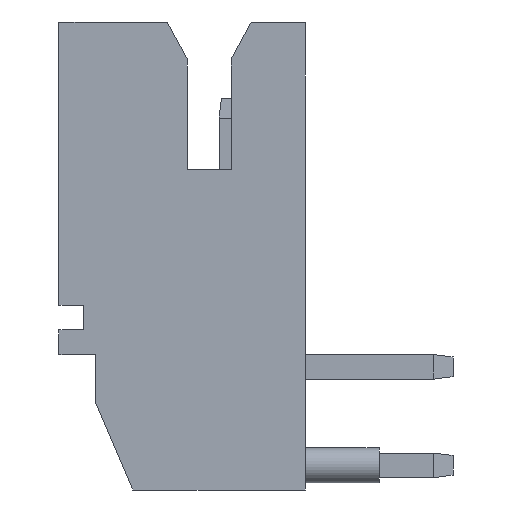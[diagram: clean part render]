
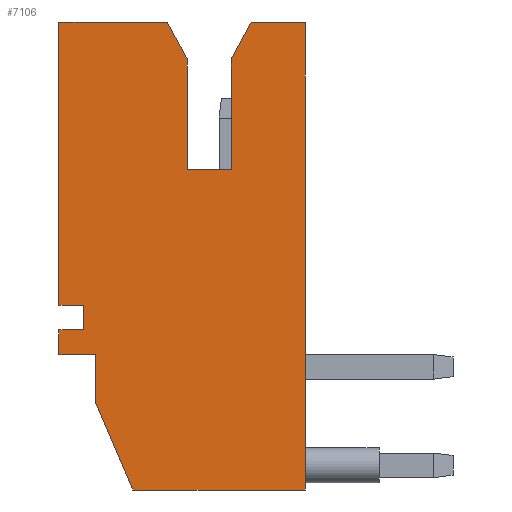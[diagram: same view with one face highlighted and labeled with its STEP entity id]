
A CAD part, left-side view. The second image highlights one B-rep face of the part: STEP entity #7106.
In plain terms, the highlighted planar face has unit normal (-1, 0, 0).
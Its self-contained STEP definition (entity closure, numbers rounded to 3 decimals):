
#15 = LINE ( 'NONE', #12992, #5417 ) ;
#39 = EDGE_CURVE ( 'NONE', #1012, #8134, #2950, .T. ) ;
#245 = EDGE_CURVE ( 'NONE', #5272, #8609, #4710, .T. ) ;
#332 = VERTEX_POINT ( 'NONE', #4702 ) ;
#401 = DIRECTION ( 'NONE',  ( 0., -1., 0. ) ) ;
#806 = VECTOR ( 'NONE', #7316, 1000. ) ;
#952 = ORIENTED_EDGE ( 'NONE', *, *, #2529, .F. ) ;
#990 = LINE ( 'NONE', #4913, #8788 ) ;
#1012 = VERTEX_POINT ( 'NONE', #7137 ) ;
#1062 = VERTEX_POINT ( 'NONE', #9278 ) ;
#1086 = VECTOR ( 'NONE', #6588, 1000. ) ;
#1174 = CARTESIAN_POINT ( 'NONE',  ( -5.95, 5., -2.875 ) ) ;
#1198 = LINE ( 'NONE', #3880, #11711 ) ;
#1248 = ORIENTED_EDGE ( 'NONE', *, *, #4799, .T. ) ;
#1321 = EDGE_CURVE ( 'NONE', #5032, #11640, #7934, .T. ) ;
#1405 = CARTESIAN_POINT ( 'NONE',  ( -5.95, 0., 3.375 ) ) ;
#1550 = DIRECTION ( 'NONE',  ( 0., 0., 1. ) ) ;
#1565 = VERTEX_POINT ( 'NONE', #10870 ) ;
#1593 = VECTOR ( 'NONE', #401, 1000. ) ;
#1907 = VERTEX_POINT ( 'NONE', #7663 ) ;
#2228 = ORIENTED_EDGE ( 'NONE', *, *, #9022, .F. ) ;
#2236 = ORIENTED_EDGE ( 'NONE', *, *, #4904, .T. ) ;
#2529 = EDGE_CURVE ( 'NONE', #2824, #1907, #7745, .T. ) ;
#2542 = CARTESIAN_POINT ( 'NONE',  ( -5.95, 5., 3.375 ) ) ;
#2671 = VERTEX_POINT ( 'NONE', #13024 ) ;
#2824 = VERTEX_POINT ( 'NONE', #3325 ) ;
#2881 = DIRECTION ( 'NONE',  ( 0., 0., 1. ) ) ;
#2950 = LINE ( 'NONE', #11416, #8184 ) ;
#3180 = LINE ( 'NONE', #3472, #1593 ) ;
#3214 = CARTESIAN_POINT ( 'NONE',  ( -5.95, 2.8, 3.375 ) ) ;
#3325 = CARTESIAN_POINT ( 'NONE',  ( -5.95, 5., -3.375 ) ) ;
#3363 = ORIENTED_EDGE ( 'NONE', *, *, #11069, .F. ) ;
#3411 = DIRECTION ( 'NONE',  ( 0., 0., 1. ) ) ;
#3427 = VECTOR ( 'NONE', #11766, 1000. ) ;
#3472 = CARTESIAN_POINT ( 'NONE',  ( -5.95, 5., -3.375 ) ) ;
#3797 = ORIENTED_EDGE ( 'NONE', *, *, #4594, .T. ) ;
#3880 = CARTESIAN_POINT ( 'NONE',  ( -5.95, 5., -3.375 ) ) ;
#3936 = EDGE_CURVE ( 'NONE', #6998, #1565, #12302, .T. ) ;
#4014 = CARTESIAN_POINT ( 'NONE',  ( -5.95, 1.1, 3.375 ) ) ;
#4140 = DIRECTION ( 'NONE',  ( 0., 1., 0. ) ) ;
#4429 = CARTESIAN_POINT ( 'NONE',  ( -5.95, 4.25, -4.375 ) ) ;
#4468 = DIRECTION ( 'NONE',  ( 1., 0., 0. ) ) ;
#4487 = ORIENTED_EDGE ( 'NONE', *, *, #9416, .F. ) ;
#4536 = DIRECTION ( 'NONE',  ( 0., 0., 1. ) ) ;
#4594 = EDGE_CURVE ( 'NONE', #1565, #1062, #6373, .T. ) ;
#4672 = CARTESIAN_POINT ( 'NONE',  ( -5.95, 4.5, -2.375 ) ) ;
#4702 = CARTESIAN_POINT ( 'NONE',  ( -5.95, 4.5, -2.875 ) ) ;
#4710 = LINE ( 'NONE', #9724, #3427 ) ;
#4799 = EDGE_CURVE ( 'NONE', #1062, #6958, #15, .T. ) ;
#4856 = CARTESIAN_POINT ( 'NONE',  ( -5.95, 1.5, 2.625 ) ) ;
#4904 = EDGE_CURVE ( 'NONE', #5032, #5902, #10842, .T. ) ;
#4913 = CARTESIAN_POINT ( 'NONE',  ( -5.95, 4.25, -4.375 ) ) ;
#4959 = ORIENTED_EDGE ( 'NONE', *, *, #13124, .T. ) ;
#5032 = VERTEX_POINT ( 'NONE', #8301 ) ;
#5079 = ORIENTED_EDGE ( 'NONE', *, *, #245, .F. ) ;
#5203 = ORIENTED_EDGE ( 'NONE', *, *, #1321, .F. ) ;
#5272 = VERTEX_POINT ( 'NONE', #4672 ) ;
#5292 = DIRECTION ( 'NONE',  ( 0., 0., 1. ) ) ;
#5308 = CARTESIAN_POINT ( 'NONE',  ( -5.95, 2.4, 0.375 ) ) ;
#5417 = VECTOR ( 'NONE', #6891, 1000. ) ;
#5427 = ORIENTED_EDGE ( 'NONE', *, *, #7440, .F. ) ;
#5433 = PLANE ( 'NONE',  #9780 ) ;
#5441 = VECTOR ( 'NONE', #12445, 1000. ) ;
#5490 = CARTESIAN_POINT ( 'NONE',  ( -5.95, 2.4, 0.375 ) ) ;
#5528 = ORIENTED_EDGE ( 'NONE', *, *, #39, .F. ) ;
#5627 = EDGE_CURVE ( 'NONE', #2671, #11640, #10324, .T. ) ;
#5902 = VERTEX_POINT ( 'NONE', #4856 ) ;
#6050 = VECTOR ( 'NONE', #3411, 1000. ) ;
#6373 = LINE ( 'NONE', #5490, #6050 ) ;
#6393 = ORIENTED_EDGE ( 'NONE', *, *, #10761, .F. ) ;
#6546 = LINE ( 'NONE', #9215, #11650 ) ;
#6588 = DIRECTION ( 'NONE',  ( 0., -1., 0. ) ) ;
#6891 = DIRECTION ( 'NONE',  ( 0., 0.471, 0.882 ) ) ;
#6958 = VERTEX_POINT ( 'NONE', #3214 ) ;
#6998 = VERTEX_POINT ( 'NONE', #8319 ) ;
#7019 = VERTEX_POINT ( 'NONE', #11405 ) ;
#7106 = ADVANCED_FACE ( 'NONE', ( #11672 ), #5433, .F. ) ;
#7137 = CARTESIAN_POINT ( 'NONE',  ( -5.95, 3.5, -6.125 ) ) ;
#7316 = DIRECTION ( 'NONE',  ( 0., -1., 0. ) ) ;
#7382 = CARTESIAN_POINT ( 'NONE',  ( -5.95, 0., -3.375 ) ) ;
#7440 = EDGE_CURVE ( 'NONE', #8134, #7019, #990, .T. ) ;
#7491 = LINE ( 'NONE', #1174, #12907 ) ;
#7663 = CARTESIAN_POINT ( 'NONE',  ( -5.95, 5., -2.875 ) ) ;
#7745 = LINE ( 'NONE', #8715, #10443 ) ;
#7934 = LINE ( 'NONE', #2542, #1086 ) ;
#8126 = VECTOR ( 'NONE', #12161, 1000. ) ;
#8134 = VERTEX_POINT ( 'NONE', #4429 ) ;
#8184 = VECTOR ( 'NONE', #9378, 1000. ) ;
#8200 = LINE ( 'NONE', #11647, #10914 ) ;
#8276 = DIRECTION ( 'NONE',  ( 0., -1., 0. ) ) ;
#8301 = CARTESIAN_POINT ( 'NONE',  ( -5.95, 1.1, 3.375 ) ) ;
#8319 = CARTESIAN_POINT ( 'NONE',  ( -5.95, 1.5, 0.375 ) ) ;
#8609 = VERTEX_POINT ( 'NONE', #10205 ) ;
#8715 = CARTESIAN_POINT ( 'NONE',  ( -5.95, 5., -3.375 ) ) ;
#8788 = VECTOR ( 'NONE', #10072, 1000. ) ;
#8794 = CARTESIAN_POINT ( 'NONE',  ( -5.95, 1.5, 0.375 ) ) ;
#9022 = EDGE_CURVE ( 'NONE', #8609, #11159, #1198, .T. ) ;
#9215 = CARTESIAN_POINT ( 'NONE',  ( -5.95, 3.5, -6.125 ) ) ;
#9269 = LINE ( 'NONE', #8794, #11976 ) ;
#9278 = CARTESIAN_POINT ( 'NONE',  ( -5.95, 2.4, 2.625 ) ) ;
#9378 = DIRECTION ( 'NONE',  ( 0., 0.394, 0.919 ) ) ;
#9413 = CARTESIAN_POINT ( 'NONE',  ( -5.95, 5., 3.375 ) ) ;
#9416 = EDGE_CURVE ( 'NONE', #332, #5272, #8200, .T. ) ;
#9422 = ORIENTED_EDGE ( 'NONE', *, *, #10995, .F. ) ;
#9543 = ORIENTED_EDGE ( 'NONE', *, *, #3936, .T. ) ;
#9724 = CARTESIAN_POINT ( 'NONE',  ( -5.95, 5., -2.375 ) ) ;
#9780 = AXIS2_PLACEMENT_3D ( 'NONE', #10549, #4468, #11564 ) ;
#10072 = DIRECTION ( 'NONE',  ( 0., 0., 1. ) ) ;
#10205 = CARTESIAN_POINT ( 'NONE',  ( -5.95, 5., -2.375 ) ) ;
#10324 = LINE ( 'NONE', #7382, #12725 ) ;
#10386 = ORIENTED_EDGE ( 'NONE', *, *, #5627, .T. ) ;
#10443 = VECTOR ( 'NONE', #1550, 1000. ) ;
#10549 = CARTESIAN_POINT ( 'NONE',  ( -5.95, 5., -3.375 ) ) ;
#10550 = CARTESIAN_POINT ( 'NONE',  ( -5.95, 5., 3.375 ) ) ;
#10761 = EDGE_CURVE ( 'NONE', #6998, #5902, #9269, .T. ) ;
#10842 = LINE ( 'NONE', #4014, #8126 ) ;
#10870 = CARTESIAN_POINT ( 'NONE',  ( -5.95, 2.4, 0.375 ) ) ;
#10914 = VECTOR ( 'NONE', #4536, 1000. ) ;
#10995 = EDGE_CURVE ( 'NONE', #1907, #332, #7491, .T. ) ;
#11069 = EDGE_CURVE ( 'NONE', #11159, #6958, #11306, .T. ) ;
#11159 = VERTEX_POINT ( 'NONE', #10550 ) ;
#11306 = LINE ( 'NONE', #9413, #806 ) ;
#11405 = CARTESIAN_POINT ( 'NONE',  ( -5.95, 4.25, -3.375 ) ) ;
#11416 = CARTESIAN_POINT ( 'NONE',  ( -5.95, 4.25, -4.375 ) ) ;
#11529 = EDGE_LOOP ( 'NONE', ( #5079, #4487, #9422, #952, #4959, #5427, #5528, #12823, #10386, #5203, #2236, #6393, #9543, #3797, #1248, #3363, #2228 ) ) ;
#11564 = DIRECTION ( 'NONE',  ( 0., 0., -1. ) ) ;
#11640 = VERTEX_POINT ( 'NONE', #1405 ) ;
#11647 = CARTESIAN_POINT ( 'NONE',  ( -5.95, 4.5, -3.375 ) ) ;
#11650 = VECTOR ( 'NONE', #4140, 1000. ) ;
#11672 = FACE_OUTER_BOUND ( 'NONE', #11529, .T. ) ;
#11711 = VECTOR ( 'NONE', #2881, 1000. ) ;
#11766 = DIRECTION ( 'NONE',  ( 0., 1., 0. ) ) ;
#11976 = VECTOR ( 'NONE', #12844, 1000. ) ;
#12161 = DIRECTION ( 'NONE',  ( 0., 0.471, -0.882 ) ) ;
#12302 = LINE ( 'NONE', #5308, #5441 ) ;
#12445 = DIRECTION ( 'NONE',  ( 0., 1., 0. ) ) ;
#12627 = EDGE_CURVE ( 'NONE', #2671, #1012, #6546, .T. ) ;
#12725 = VECTOR ( 'NONE', #5292, 1000. ) ;
#12823 = ORIENTED_EDGE ( 'NONE', *, *, #12627, .F. ) ;
#12844 = DIRECTION ( 'NONE',  ( 0., 0., 1. ) ) ;
#12907 = VECTOR ( 'NONE', #8276, 1000. ) ;
#12992 = CARTESIAN_POINT ( 'NONE',  ( -5.95, 2.8, 3.375 ) ) ;
#13024 = CARTESIAN_POINT ( 'NONE',  ( -5.95, 0., -6.125 ) ) ;
#13124 = EDGE_CURVE ( 'NONE', #2824, #7019, #3180, .T. ) ;
